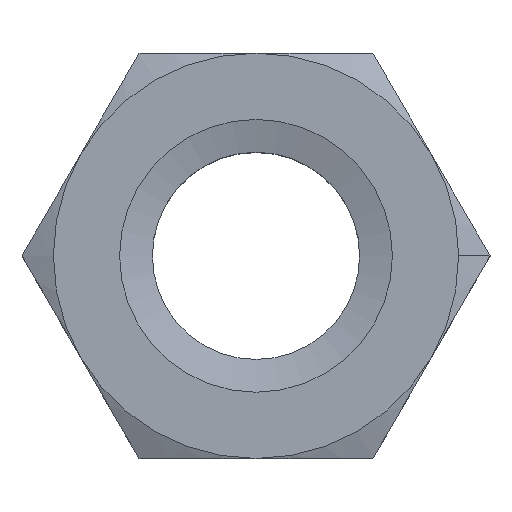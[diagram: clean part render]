
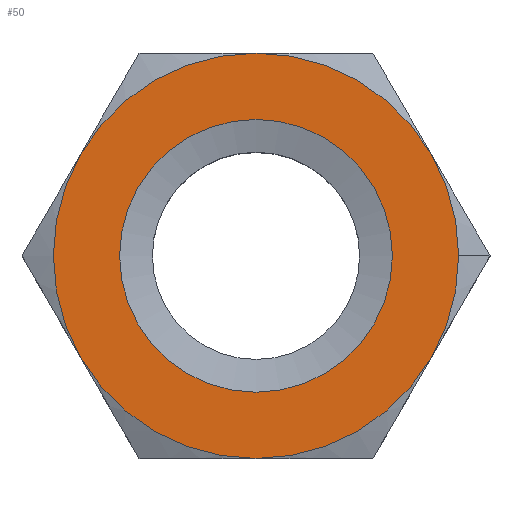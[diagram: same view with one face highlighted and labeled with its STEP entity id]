
A CAD part, top view. The second image highlights one B-rep face of the part: STEP entity #50.
In plain terms, the highlighted planar face has unit normal (0, 0, 1).
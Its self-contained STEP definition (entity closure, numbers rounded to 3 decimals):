
#24 = VERTEX_POINT('',#25);
#25 = CARTESIAN_POINT('',(4.375,0.,6.5));
#39 = EDGE_CURVE('',#24,#24,#40,.T.);
#40 = CIRCLE('',#41,4.375);
#41 = AXIS2_PLACEMENT_3D('',#42,#43,#44);
#42 = CARTESIAN_POINT('',(0.,0.,6.5));
#43 = DIRECTION('',(0.,0.,1.));
#44 = DIRECTION('',(1.,0.,-0.));
#50 = ADVANCED_FACE('',(#51,#54),#119,.T.);
#51 = FACE_BOUND('',#52,.F.);
#52 = EDGE_LOOP('',(#53));
#53 = ORIENTED_EDGE('',*,*,#39,.T.);
#54 = FACE_BOUND('',#55,.F.);
#55 = EDGE_LOOP('',(#56,#67,#76,#85,#94,#103,#112));
#56 = ORIENTED_EDGE('',*,*,#57,.F.);
#57 = EDGE_CURVE('',#58,#60,#62,.T.);
#58 = VERTEX_POINT('',#59);
#59 = CARTESIAN_POINT('',(6.5,0.,6.5));
#60 = VERTEX_POINT('',#61);
#61 = CARTESIAN_POINT('',(5.629,3.25,6.5));
#62 = CIRCLE('',#63,6.5);
#63 = AXIS2_PLACEMENT_3D('',#64,#65,#66);
#64 = CARTESIAN_POINT('',(0.,0.,6.5));
#65 = DIRECTION('',(0.,0.,1.));
#66 = DIRECTION('',(1.,0.,-0.));
#67 = ORIENTED_EDGE('',*,*,#68,.F.);
#68 = EDGE_CURVE('',#69,#58,#71,.T.);
#69 = VERTEX_POINT('',#70);
#70 = CARTESIAN_POINT('',(5.629,-3.25,6.5));
#71 = CIRCLE('',#72,6.5);
#72 = AXIS2_PLACEMENT_3D('',#73,#74,#75);
#73 = CARTESIAN_POINT('',(0.,0.,6.5));
#74 = DIRECTION('',(0.,0.,1.));
#75 = DIRECTION('',(1.,0.,-0.));
#76 = ORIENTED_EDGE('',*,*,#77,.F.);
#77 = EDGE_CURVE('',#78,#69,#80,.T.);
#78 = VERTEX_POINT('',#79);
#79 = CARTESIAN_POINT('',(0.,-6.5,6.5));
#80 = CIRCLE('',#81,6.5);
#81 = AXIS2_PLACEMENT_3D('',#82,#83,#84);
#82 = CARTESIAN_POINT('',(0.,0.,6.5));
#83 = DIRECTION('',(0.,0.,1.));
#84 = DIRECTION('',(1.,0.,-0.));
#85 = ORIENTED_EDGE('',*,*,#86,.F.);
#86 = EDGE_CURVE('',#87,#78,#89,.T.);
#87 = VERTEX_POINT('',#88);
#88 = CARTESIAN_POINT('',(-5.629,-3.25,6.5));
#89 = CIRCLE('',#90,6.5);
#90 = AXIS2_PLACEMENT_3D('',#91,#92,#93);
#91 = CARTESIAN_POINT('',(0.,0.,6.5));
#92 = DIRECTION('',(0.,0.,1.));
#93 = DIRECTION('',(1.,0.,-0.));
#94 = ORIENTED_EDGE('',*,*,#95,.F.);
#95 = EDGE_CURVE('',#96,#87,#98,.T.);
#96 = VERTEX_POINT('',#97);
#97 = CARTESIAN_POINT('',(-5.629,3.25,6.5));
#98 = CIRCLE('',#99,6.5);
#99 = AXIS2_PLACEMENT_3D('',#100,#101,#102);
#100 = CARTESIAN_POINT('',(0.,0.,6.5));
#101 = DIRECTION('',(0.,0.,1.));
#102 = DIRECTION('',(1.,0.,-0.));
#103 = ORIENTED_EDGE('',*,*,#104,.F.);
#104 = EDGE_CURVE('',#105,#96,#107,.T.);
#105 = VERTEX_POINT('',#106);
#106 = CARTESIAN_POINT('',(0.,6.5,6.5));
#107 = CIRCLE('',#108,6.5);
#108 = AXIS2_PLACEMENT_3D('',#109,#110,#111);
#109 = CARTESIAN_POINT('',(0.,0.,6.5));
#110 = DIRECTION('',(0.,0.,1.));
#111 = DIRECTION('',(1.,0.,-0.));
#112 = ORIENTED_EDGE('',*,*,#113,.F.);
#113 = EDGE_CURVE('',#60,#105,#114,.T.);
#114 = CIRCLE('',#115,6.5);
#115 = AXIS2_PLACEMENT_3D('',#116,#117,#118);
#116 = CARTESIAN_POINT('',(0.,0.,6.5));
#117 = DIRECTION('',(0.,0.,1.));
#118 = DIRECTION('',(1.,0.,-0.));
#119 = PLANE('',#120);
#120 = AXIS2_PLACEMENT_3D('',#121,#122,#123);
#121 = CARTESIAN_POINT('',(0.,0.,6.5));
#122 = DIRECTION('',(0.,0.,1.));
#123 = DIRECTION('',(1.,0.,-0.));
